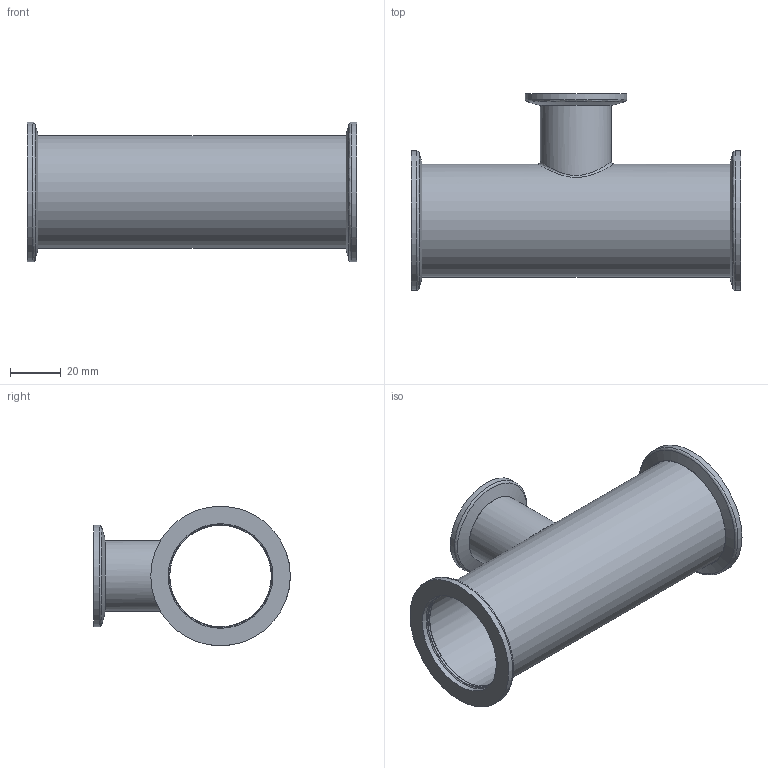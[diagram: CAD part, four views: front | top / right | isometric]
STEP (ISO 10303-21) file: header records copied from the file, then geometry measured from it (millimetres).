
FILE_DESCRIPTION (( 'STEP AP214' ), '1' );
FILE_NAME ('FULLVAC TR1KF4025.STEP', '2019-04-11T12:29:23', ( '' ), ( '' ), 'SwSTEP 2.0', 'SolidWorks 2017', '' );
FILE_SCHEMA (( 'AUTOMOTIVE_DESIGN' ));
Length unit declared in the file: millimetre
Products named in the file (4): FULLVAC TR1KF4025; 3^FULLVAC TR1KF4025; 2^FULLVAC TR1KF4025; 1^FULLVAC TR1KF4025
Assembly tree (4 placements, depth 2):
  FULLVAC TR1KF4025
    1^FULLVAC TR1KF4025
    2^FULLVAC TR1KF4025  x2
    3^FULLVAC TR1KF4025
Bounding box: 130 x 77.5 x 55 mm (x, y, z)
Volume: 45395.9 mm3; surface area: 46237.3 mm2
Topology: 4 solids, 4 shells, 42 faces, 87 edges, 58 vertices
Faces by surface type: cylinder 16, plane 15, bspline 8, cone 3
Full cylindrical faces by diameter (mm): 25 x2, 26.2 x1, 28 x1, 28.1 x1, 40 x3, 40.5 x1, 41.2 x2, 44.5 x1, 45.2 x2, 55 x2
Entity records: 3140 total; most frequent: CARTESIAN_POINT 2119, DIRECTION 116, ORIENTED_EDGE 68, EDGE_LOOP 64, AXIS2_PLACEMENT_3D 58, FACE_OUTER_BOUND 49, UNCERTAINTY_MEASURE_WITH_UNIT 41, PRESENTATION_STYLE_ASSIGNMENT 37
